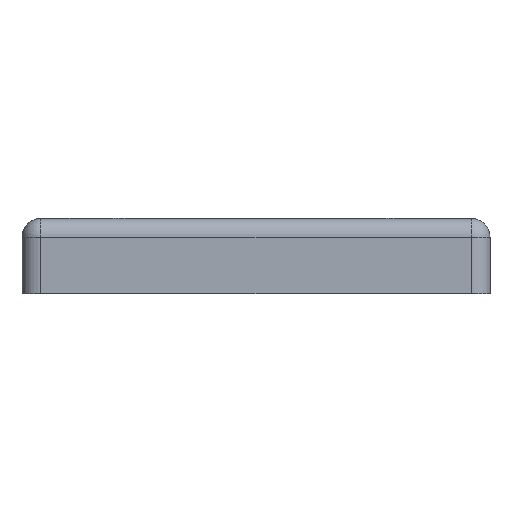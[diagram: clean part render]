
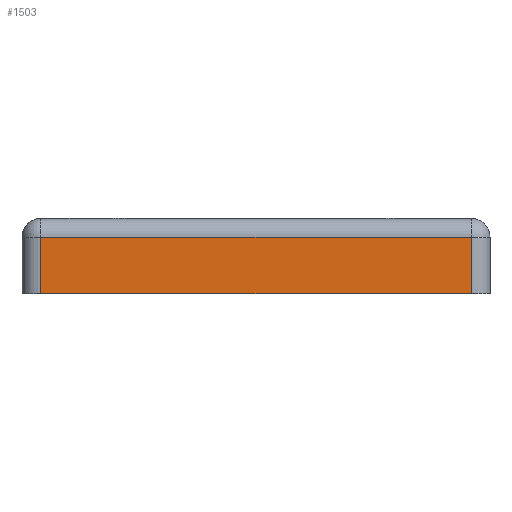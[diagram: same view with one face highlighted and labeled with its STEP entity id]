
A CAD part, front view. The second image highlights one B-rep face of the part: STEP entity #1503.
In plain terms, the highlighted planar face has unit normal (0, -1, 0).
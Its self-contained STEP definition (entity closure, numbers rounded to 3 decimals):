
#64=PLANE('',#1700);
#162=FACE_OUTER_BOUND('',#252,.T.);
#252=EDGE_LOOP('',(#1365,#1366,#1367,#1368));
#388=LINE('',#2465,#496);
#402=LINE('',#2497,#510);
#453=LINE('',#2678,#561);
#455=LINE('',#2681,#563);
#496=VECTOR('',#1894,10.);
#510=VECTOR('',#1920,10.);
#561=VECTOR('',#2147,10.);
#563=VECTOR('',#2151,10.);
#653=VERTEX_POINT('',#2462);
#654=VERTEX_POINT('',#2464);
#665=VERTEX_POINT('',#2494);
#666=VERTEX_POINT('',#2496);
#817=EDGE_CURVE('',#653,#654,#388,.T.);
#835=EDGE_CURVE('',#665,#666,#402,.T.);
#933=EDGE_CURVE('',#665,#654,#453,.T.);
#935=EDGE_CURVE('',#666,#653,#455,.T.);
#1365=ORIENTED_EDGE('',*,*,#817,.F.);
#1366=ORIENTED_EDGE('',*,*,#935,.F.);
#1367=ORIENTED_EDGE('',*,*,#835,.F.);
#1368=ORIENTED_EDGE('',*,*,#933,.T.);
#1503=ADVANCED_FACE('',(#162),#64,.T.);
#1700=AXIS2_PLACEMENT_3D('',#2680,#2149,#2150);
#1894=DIRECTION('',(1.,0.,0.));
#1920=DIRECTION('',(-1.,0.,0.));
#2147=DIRECTION('',(0.,0.,1.));
#2149=DIRECTION('center_axis',(0.,-1.,0.));
#2150=DIRECTION('ref_axis',(1.,0.,0.));
#2151=DIRECTION('',(0.,0.,1.));
#2462=CARTESIAN_POINT('',(-2.,-4.,6.));
#2464=CARTESIAN_POINT('',(43.8,-4.,6.));
#2465=CARTESIAN_POINT('',(9.45,-4.,6.));
#2494=CARTESIAN_POINT('',(43.8,-4.,0.));
#2496=CARTESIAN_POINT('',(-2.,-4.,0.));
#2497=CARTESIAN_POINT('',(43.8,-4.,0.));
#2678=CARTESIAN_POINT('',(43.8,-4.,0.));
#2680=CARTESIAN_POINT('Origin',(-2.,-4.,0.));
#2681=CARTESIAN_POINT('',(-2.,-4.,0.));
